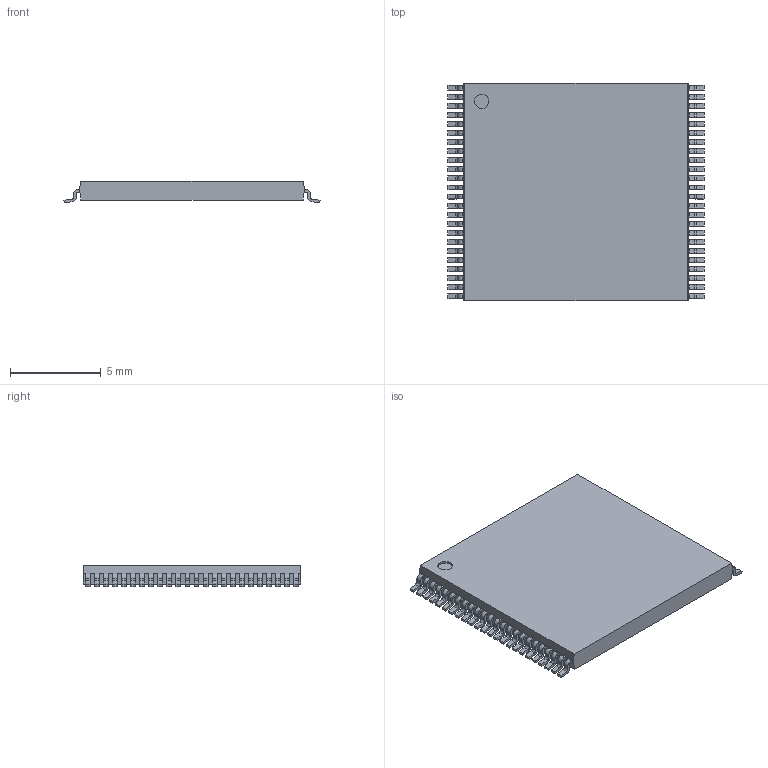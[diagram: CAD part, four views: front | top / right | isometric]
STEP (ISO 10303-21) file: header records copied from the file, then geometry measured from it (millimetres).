
FILE_DESCRIPTION((''),'2;1');
FILE_NAME('SOP50P1400X120-48N.stp','2012-09-26T16:33:50',(''),(''),'Mechanical Desktop 2011','Mechanical Desktop 2011',', , ');
FILE_SCHEMA(('AUTOMOTIVE_DESIGN { 1 2 10303 214 1 1 1 1 }'));
Length unit declared in the file: millimetre
Products named in the file (1): Product
Bounding box: 14.12 x 12 x 1.2 mm (x, y, z)
Volume: 157.8 mm3; surface area: 399.7 mm2
Topology: 49 solids, 49 shells, 683 faces, 1752 edges, 1168 vertices
Faces by surface type: bspline 336, plane 249, cylinder 98
Entity records: 21906 total; most frequent: CARTESIAN_POINT 5956, ORIENTED_EDGE 3504, DIRECTION 2836, EDGE_CURVE 1752, VECTOR 1364, LINE 1364, VERTEX_POINT 1168, AXIS2_PLACEMENT_3D 736
